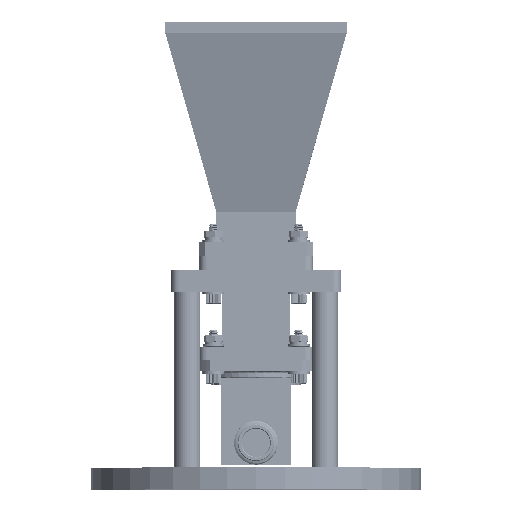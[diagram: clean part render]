
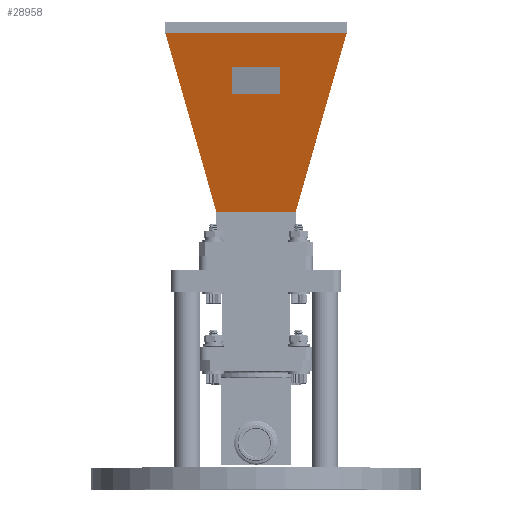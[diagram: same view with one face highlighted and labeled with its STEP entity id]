
A CAD part, top view. The second image highlights one B-rep face of the part: STEP entity #28958.
In plain terms, the highlighted face is planar.
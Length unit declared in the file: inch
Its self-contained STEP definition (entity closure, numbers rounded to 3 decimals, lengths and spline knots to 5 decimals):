
#300 = LINE ( 'NONE', #37900, #2585 ) ;
#1641 = CARTESIAN_POINT ( 'NONE',  ( 0.9599, 1.2976, 4.5116 ) ) ;
#2243 = EDGE_CURVE ( 'NONE', #16820, #26627, #34358, .T. ) ;
#2585 = VECTOR ( 'NONE', #6587, 39.37008 ) ;
#2634 = FACE_BOUND ( 'NONE', #20333, .T. ) ;
#2828 = DIRECTION ( 'NONE',  ( -0.243, 0., -0.97 ) ) ;
#3018 = DIRECTION ( 'NONE',  ( 0., 1., 0. ) ) ;
#3695 = VERTEX_POINT ( 'NONE', #4718 ) ;
#3933 = CARTESIAN_POINT ( 'NONE',  ( 0.31811, 0.56865, 1.95391 ) ) ;
#4718 = CARTESIAN_POINT ( 'NONE',  ( 0.83821, -0.35, 4.02664 ) ) ;
#6207 = DIRECTION ( 'NONE',  ( 0., -1., 0. ) ) ;
#6411 = CARTESIAN_POINT ( 'NONE',  ( 0.9599, 0., 4.5116 ) ) ;
#6587 = DIRECTION ( 'NONE',  ( -0.243, 0., -0.97 ) ) ;
#6958 = EDGE_CURVE ( 'NONE', #22418, #31601, #30359, .T. ) ;
#8494 = CARTESIAN_POINT ( 'NONE',  ( 0.31811, 0.56865, 1.95391 ) ) ;
#8602 = ORIENTED_EDGE ( 'NONE', *, *, #6958, .T. ) ;
#10045 = CARTESIAN_POINT ( 'NONE',  ( 0.9599, -1.2976, 4.5116 ) ) ;
#10671 = CARTESIAN_POINT ( 'NONE',  ( 0.74086, -0.35, 3.63867 ) ) ;
#10869 = DIRECTION ( 'NONE',  ( 0., 1., 0. ) ) ;
#10938 = VECTOR ( 'NONE', #34446, 39.37008 ) ;
#11069 = DIRECTION ( 'NONE',  ( -0.235, 0.266, -0.935 ) ) ;
#11310 = VECTOR ( 'NONE', #34734, 39.37008 ) ;
#11509 = FACE_OUTER_BOUND ( 'NONE', #38474, .T. ) ;
#12920 = CARTESIAN_POINT ( 'NONE',  ( 0.74086, -0.35, 3.63867 ) ) ;
#13993 = ORIENTED_EDGE ( 'NONE', *, *, #18362, .T. ) ;
#15880 = ORIENTED_EDGE ( 'NONE', *, *, #2243, .F. ) ;
#16013 = ORIENTED_EDGE ( 'NONE', *, *, #31109, .F. ) ;
#16084 = CARTESIAN_POINT ( 'NONE',  ( 0.31811, -0.56865, 1.95391 ) ) ;
#16311 = VERTEX_POINT ( 'NONE', #10045 ) ;
#16820 = VERTEX_POINT ( 'NONE', #26389 ) ;
#17382 = VECTOR ( 'NONE', #6207, 39.37008 ) ;
#17814 = PLANE ( 'NONE',  #20583 ) ;
#18117 = VECTOR ( 'NONE', #11069, 39.37008 ) ;
#18204 = CARTESIAN_POINT ( 'NONE',  ( 0.31811, 0., 1.95391 ) ) ;
#18362 = EDGE_CURVE ( 'NONE', #28320, #22418, #30737, .T. ) ;
#19356 = CARTESIAN_POINT ( 'NONE',  ( 0.83821, 0.35, 4.02664 ) ) ;
#19620 = EDGE_CURVE ( 'NONE', #16311, #28320, #35928, .T. ) ;
#20333 = EDGE_LOOP ( 'NONE', ( #27819, #15880, #37761, #16013 ) ) ;
#20583 = AXIS2_PLACEMENT_3D ( 'NONE', #36179, #21059, #2828 ) ;
#21059 = DIRECTION ( 'NONE',  ( 0.97, 0., -0.243 ) ) ;
#21945 = LINE ( 'NONE', #22145, #10938 ) ;
#22145 = CARTESIAN_POINT ( 'NONE',  ( 0.83821, -0.35, 4.02664 ) ) ;
#22418 = VERTEX_POINT ( 'NONE', #3933 ) ;
#22429 = CARTESIAN_POINT ( 'NONE',  ( 0.83821, 0.35, 4.02664 ) ) ;
#25027 = LINE ( 'NONE', #6411, #17382 ) ;
#26389 = CARTESIAN_POINT ( 'NONE',  ( 0.74086, 0.35, 3.63867 ) ) ;
#26446 = ORIENTED_EDGE ( 'NONE', *, *, #29384, .T. ) ;
#26627 = VERTEX_POINT ( 'NONE', #19356 ) ;
#27819 = ORIENTED_EDGE ( 'NONE', *, *, #30465, .F. ) ;
#28320 = VERTEX_POINT ( 'NONE', #16084 ) ;
#28958 = ADVANCED_FACE ( 'NONE', ( #2634, #11509 ), #17814, .T. ) ;
#29188 = EDGE_CURVE ( 'NONE', #36503, #16820, #35558, .T. ) ;
#29384 = EDGE_CURVE ( 'NONE', #31601, #16311, #25027, .T. ) ;
#30359 = LINE ( 'NONE', #8494, #35989 ) ;
#30465 = EDGE_CURVE ( 'NONE', #26627, #3695, #21945, .T. ) ;
#30737 = LINE ( 'NONE', #18204, #36108 ) ;
#31109 = EDGE_CURVE ( 'NONE', #3695, #36503, #300, .T. ) ;
#31601 = VERTEX_POINT ( 'NONE', #1641 ) ;
#32215 = VECTOR ( 'NONE', #10869, 39.37008 ) ;
#32999 = DIRECTION ( 'NONE',  ( 0.235, 0.266, 0.935 ) ) ;
#34358 = LINE ( 'NONE', #22429, #11310 ) ;
#34446 = DIRECTION ( 'NONE',  ( 0., -1., 0. ) ) ;
#34734 = DIRECTION ( 'NONE',  ( 0.243, 0., 0.97 ) ) ;
#35558 = LINE ( 'NONE', #10671, #32215 ) ;
#35928 = LINE ( 'NONE', #38773, #18117 ) ;
#35989 = VECTOR ( 'NONE', #32999, 39.37008 ) ;
#36108 = VECTOR ( 'NONE', #3018, 39.37008 ) ;
#36179 = CARTESIAN_POINT ( 'NONE',  ( 0.65331, 0., 3.28976 ) ) ;
#36503 = VERTEX_POINT ( 'NONE', #12920 ) ;
#36892 = ORIENTED_EDGE ( 'NONE', *, *, #19620, .T. ) ;
#37761 = ORIENTED_EDGE ( 'NONE', *, *, #29188, .F. ) ;
#37900 = CARTESIAN_POINT ( 'NONE',  ( 0.83821, -0.35, 4.02664 ) ) ;
#38474 = EDGE_LOOP ( 'NONE', ( #13993, #8602, #26446, #36892 ) ) ;
#38773 = CARTESIAN_POINT ( 'NONE',  ( 0.9599, -1.2976, 4.5116 ) ) ;
